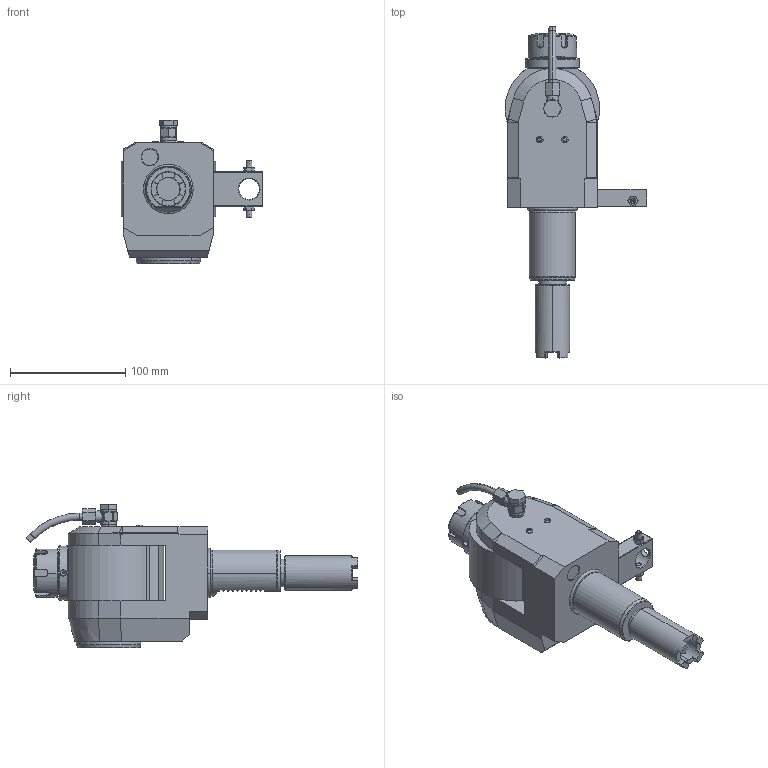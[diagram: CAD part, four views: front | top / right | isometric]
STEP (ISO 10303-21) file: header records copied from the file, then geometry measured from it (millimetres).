
FILE_DESCRIPTION((''),'2;1');
FILE_NAME('NGT1_40_551_25_2C','2021-08-20T',('vali'),('NOVA GRUP'),'PRO/ENGINEER BY PARAMETRIC TECHNOLOGY CORPORATION, 2010280','PRO/ENGINEER BY PARAMETRIC TECHNOLOGY CORPORATION, 2010280','');
FILE_SCHEMA(('CONFIG_CONTROL_DESIGN'));
Length unit declared in the file: millimetre
Products named in the file (1): NGT1_40_551_25_2C
Bounding box: 122.99 x 287.92 x 124.9 mm (x, y, z)
Volume: 980700.6 mm3; surface area: 92567.4 mm2
Topology: 1 solids, 3 shells, 617 faces, 1537 edges, 945 vertices
Faces by surface type: plane 276, cylinder 140, cone 87, bspline 78, torus 36
Entity records: 27297 total; most frequent: CARTESIAN_POINT 13496, ORIENTED_EDGE 3050, DIRECTION 2533, EDGE_CURVE 1525, VERTEX_POINT 945, AXIS2_PLACEMENT_3D 892, VECTOR 749, LINE 749
